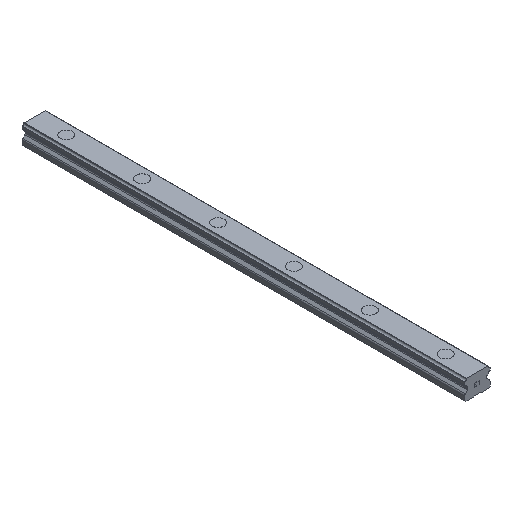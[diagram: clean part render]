
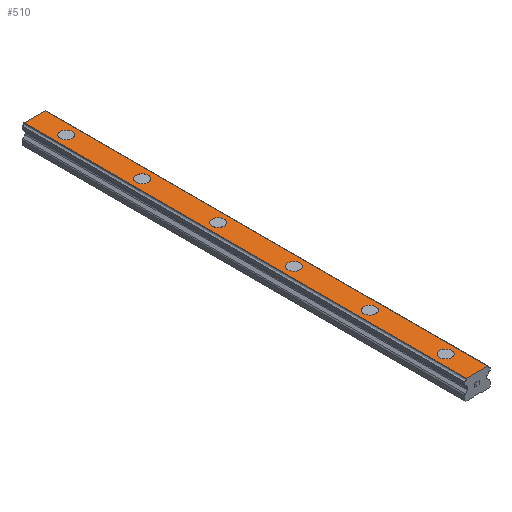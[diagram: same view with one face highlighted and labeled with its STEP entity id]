
A CAD part, isometric view. The second image highlights one B-rep face of the part: STEP entity #510.
In plain terms, the highlighted planar face has unit normal (0, 0, 1).
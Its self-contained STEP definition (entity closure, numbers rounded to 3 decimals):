
#510=ADVANCED_FACE('',(#1043,#1044,#1045,#1046,#1047,#1048,#1049),#1050,.T.);
#1043=FACE_BOUND('',#1592,.T.);
#1044=FACE_BOUND('',#1593,.T.);
#1045=FACE_BOUND('',#1594,.T.);
#1046=FACE_BOUND('',#1595,.T.);
#1047=FACE_BOUND('',#1596,.T.);
#1048=FACE_BOUND('',#1597,.T.);
#1049=FACE_OUTER_BOUND('',#1598,.T.);
#1050=PLANE('',#1599);
#1592=EDGE_LOOP('',(#3076,#3077));
#1593=EDGE_LOOP('',(#3078,#3079));
#1594=EDGE_LOOP('',(#3080,#3081));
#1595=EDGE_LOOP('',(#3082,#3083));
#1596=EDGE_LOOP('',(#3084,#3085));
#1597=EDGE_LOOP('',(#3086,#3087));
#1598=EDGE_LOOP('',(#3088,#3089,#3090,#3091));
#1599=AXIS2_PLACEMENT_3D('',#3092,#3093,#3094);
#3076=ORIENTED_EDGE('',*,*,#3323,.T.);
#3077=ORIENTED_EDGE('',*,*,#3711,.T.);
#3078=ORIENTED_EDGE('',*,*,#3311,.T.);
#3079=ORIENTED_EDGE('',*,*,#3729,.T.);
#3080=ORIENTED_EDGE('',*,*,#3299,.T.);
#3081=ORIENTED_EDGE('',*,*,#3744,.T.);
#3082=ORIENTED_EDGE('',*,*,#3287,.T.);
#3083=ORIENTED_EDGE('',*,*,#3759,.T.);
#3084=ORIENTED_EDGE('',*,*,#3275,.T.);
#3085=ORIENTED_EDGE('',*,*,#3774,.T.);
#3086=ORIENTED_EDGE('',*,*,#3263,.T.);
#3087=ORIENTED_EDGE('',*,*,#3789,.T.);
#3088=ORIENTED_EDGE('',*,*,#3693,.T.);
#3089=ORIENTED_EDGE('',*,*,#3838,.F.);
#3090=ORIENTED_EDGE('',*,*,#3565,.F.);
#3091=ORIENTED_EDGE('',*,*,#3836,.T.);
#3092=CARTESIAN_POINT('',(0.,350.0,15.5));
#3093=DIRECTION('',(0.0,0.0,1.0));
#3094=DIRECTION('',(-1.0,0.0,-0.0));
#3263=EDGE_CURVE('',#3894,#3891,#3895,.T.);
#3275=EDGE_CURVE('',#3916,#3913,#3917,.T.);
#3287=EDGE_CURVE('',#3938,#3935,#3939,.T.);
#3299=EDGE_CURVE('',#3960,#3957,#3961,.T.);
#3311=EDGE_CURVE('',#3982,#3979,#3983,.T.);
#3323=EDGE_CURVE('',#4004,#4001,#4005,.T.);
#3565=EDGE_CURVE('',#4365,#4367,#4368,.T.);
#3693=EDGE_CURVE('',#4578,#4576,#4579,.T.);
#3711=EDGE_CURVE('',#4001,#4004,#4612,.T.);
#3729=EDGE_CURVE('',#3979,#3982,#4632,.T.);
#3744=EDGE_CURVE('',#3957,#3960,#4649,.T.);
#3759=EDGE_CURVE('',#3935,#3938,#4666,.T.);
#3774=EDGE_CURVE('',#3913,#3916,#4683,.T.);
#3789=EDGE_CURVE('',#3891,#3894,#4700,.T.);
#3836=EDGE_CURVE('',#4365,#4578,#4749,.T.);
#3838=EDGE_CURVE('',#4367,#4576,#4751,.T.);
#3891=VERTEX_POINT('',#4806);
#3894=VERTEX_POINT('',#4810);
#3895=CIRCLE('',#4811,4.75);
#3913=VERTEX_POINT('',#4832);
#3916=VERTEX_POINT('',#4836);
#3917=CIRCLE('',#4837,4.75);
#3935=VERTEX_POINT('',#4858);
#3938=VERTEX_POINT('',#4862);
#3939=CIRCLE('',#4863,4.75);
#3957=VERTEX_POINT('',#4884);
#3960=VERTEX_POINT('',#4888);
#3961=CIRCLE('',#4889,4.75);
#3979=VERTEX_POINT('',#4910);
#3982=VERTEX_POINT('',#4914);
#3983=CIRCLE('',#4915,4.75);
#4001=VERTEX_POINT('',#4936);
#4004=VERTEX_POINT('',#4940);
#4005=CIRCLE('',#4941,4.75);
#4365=VERTEX_POINT('',#5436);
#4367=VERTEX_POINT('',#5439);
#4368=LINE('',#5440,#5441);
#4576=VERTEX_POINT('',#5733);
#4578=VERTEX_POINT('',#5736);
#4579=LINE('',#5737,#5738);
#4612=CIRCLE('',#5778,4.75);
#4632=CIRCLE('',#5804,4.75);
#4649=CIRCLE('',#5825,4.75);
#4666=CIRCLE('',#5846,4.75);
#4683=CIRCLE('',#5867,4.75);
#4700=CIRCLE('',#5888,4.75);
#4749=LINE('',#5957,#5958);
#4751=LINE('',#5960,#5961);
#4806=CARTESIAN_POINT('',(4.75,25.0,15.5));
#4810=CARTESIAN_POINT('',(-4.75,25.0,15.5));
#4811=AXIS2_PLACEMENT_3D('',#6033,#6034,#6035);
#4832=CARTESIAN_POINT('',(4.75,85.0,15.5));
#4836=CARTESIAN_POINT('',(-4.75,85.0,15.5));
#4837=AXIS2_PLACEMENT_3D('',#6055,#6056,#6057);
#4858=CARTESIAN_POINT('',(4.75,145.0,15.5));
#4862=CARTESIAN_POINT('',(-4.75,145.0,15.5));
#4863=AXIS2_PLACEMENT_3D('',#6077,#6078,#6079);
#4884=CARTESIAN_POINT('',(4.75,205.0,15.5));
#4888=CARTESIAN_POINT('',(-4.75,205.0,15.5));
#4889=AXIS2_PLACEMENT_3D('',#6099,#6100,#6101);
#4910=CARTESIAN_POINT('',(4.75,265.0,15.5));
#4914=CARTESIAN_POINT('',(-4.75,265.0,15.5));
#4915=AXIS2_PLACEMENT_3D('',#6121,#6122,#6123);
#4936=CARTESIAN_POINT('',(4.75,325.0,15.5));
#4940=CARTESIAN_POINT('',(-4.75,325.0,15.5));
#4941=AXIS2_PLACEMENT_3D('',#6143,#6144,#6145);
#5436=CARTESIAN_POINT('',(-8.378,350.0,15.5));
#5439=CARTESIAN_POINT('',(8.378,350.0,15.5));
#5440=CARTESIAN_POINT('',(-8.378,350.0,15.5));
#5441=VECTOR('',#6402,1.0);
#5733=CARTESIAN_POINT('',(8.378,0.0,15.5));
#5736=CARTESIAN_POINT('',(-8.378,0.0,15.5));
#5737=CARTESIAN_POINT('',(-8.378,0.0,15.5));
#5738=VECTOR('',#6542,1.0);
#5778=AXIS2_PLACEMENT_3D('',#6577,#6578,#6579);
#5804=AXIS2_PLACEMENT_3D('',#6598,#6599,#6600);
#5825=AXIS2_PLACEMENT_3D('',#6617,#6618,#6619);
#5846=AXIS2_PLACEMENT_3D('',#6636,#6637,#6638);
#5867=AXIS2_PLACEMENT_3D('',#6655,#6656,#6657);
#5888=AXIS2_PLACEMENT_3D('',#6674,#6675,#6676);
#5957=CARTESIAN_POINT('',(-8.378,350.0,15.5));
#5958=VECTOR('',#6709,1.0);
#5960=CARTESIAN_POINT('',(8.378,350.0,15.5));
#5961=VECTOR('',#6710,1.0);
#6033=CARTESIAN_POINT('',(0.0,25.0,15.5));
#6034=DIRECTION('',(0.0,0.0,-1.0));
#6035=DIRECTION('',(1.0,0.0,0.0));
#6055=CARTESIAN_POINT('',(0.0,85.0,15.5));
#6056=DIRECTION('',(0.0,0.0,-1.0));
#6057=DIRECTION('',(1.0,0.0,0.0));
#6077=CARTESIAN_POINT('',(0.0,145.0,15.5));
#6078=DIRECTION('',(0.0,0.0,-1.0));
#6079=DIRECTION('',(1.0,0.0,0.0));
#6099=CARTESIAN_POINT('',(0.0,205.0,15.5));
#6100=DIRECTION('',(0.0,0.0,-1.0));
#6101=DIRECTION('',(1.0,0.0,0.0));
#6121=CARTESIAN_POINT('',(0.0,265.0,15.5));
#6122=DIRECTION('',(0.0,0.0,-1.0));
#6123=DIRECTION('',(1.0,0.0,0.0));
#6143=CARTESIAN_POINT('',(0.0,325.0,15.5));
#6144=DIRECTION('',(0.0,0.0,-1.0));
#6145=DIRECTION('',(1.0,0.0,0.0));
#6402=DIRECTION('',(1.0,0.0,0.0));
#6542=DIRECTION('',(1.0,0.0,0.0));
#6577=CARTESIAN_POINT('',(0.0,325.0,15.5));
#6578=DIRECTION('',(0.0,0.0,-1.0));
#6579=DIRECTION('',(1.0,0.0,0.0));
#6598=CARTESIAN_POINT('',(0.0,265.0,15.5));
#6599=DIRECTION('',(0.0,0.0,-1.0));
#6600=DIRECTION('',(1.0,0.0,0.0));
#6617=CARTESIAN_POINT('',(0.0,205.0,15.5));
#6618=DIRECTION('',(0.0,0.0,-1.0));
#6619=DIRECTION('',(1.0,0.0,0.0));
#6636=CARTESIAN_POINT('',(0.0,145.0,15.5));
#6637=DIRECTION('',(0.0,0.0,-1.0));
#6638=DIRECTION('',(1.0,0.0,0.0));
#6655=CARTESIAN_POINT('',(0.0,85.0,15.5));
#6656=DIRECTION('',(0.0,0.0,-1.0));
#6657=DIRECTION('',(1.0,0.0,0.0));
#6674=CARTESIAN_POINT('',(0.0,25.0,15.5));
#6675=DIRECTION('',(0.0,0.0,-1.0));
#6676=DIRECTION('',(1.0,0.0,0.0));
#6709=DIRECTION('',(0.0,-1.0,0.0));
#6710=DIRECTION('',(0.0,-1.0,0.0));
